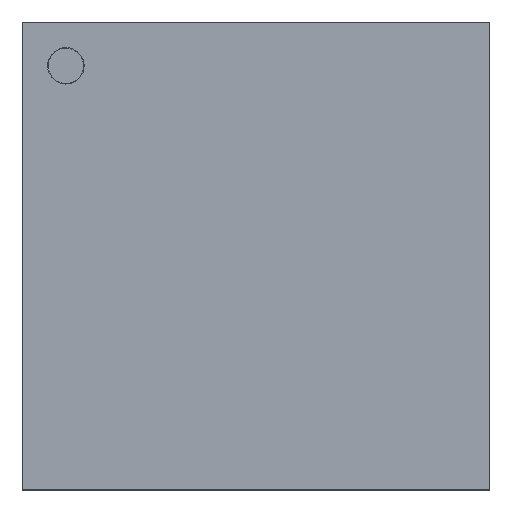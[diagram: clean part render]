
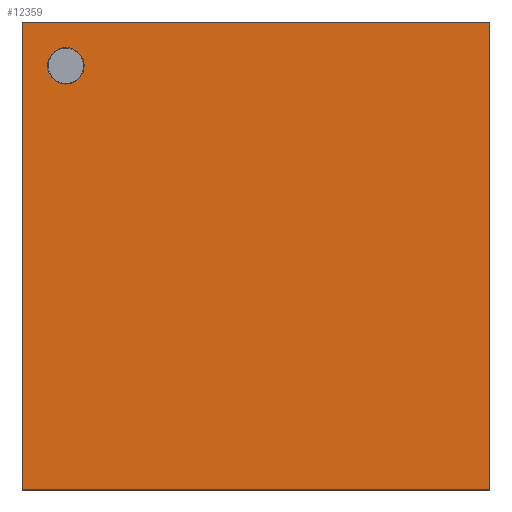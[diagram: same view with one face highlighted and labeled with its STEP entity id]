
A CAD part, top view. The second image highlights one B-rep face of the part: STEP entity #12359.
In plain terms, the highlighted planar face has unit normal (0, 0, 1).
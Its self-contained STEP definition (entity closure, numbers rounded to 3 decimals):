
#894 = VERTEX_POINT ( 'NONE', #4357 ) ;
#898 = VERTEX_POINT ( 'NONE', #4361 ) ;
#902 = VERTEX_POINT ( 'NONE', #4365 ) ;
#903 = VERTEX_POINT ( 'NONE', #4366 ) ;
#1432 = ORIENTED_EDGE ( 'NONE', *, *, #13656, .F. ) ;
#1433 = ORIENTED_EDGE ( 'NONE', *, *, #13839, .F. ) ;
#1434 = ORIENTED_EDGE ( 'NONE', *, *, #13649, .T. ) ;
#1435 = ORIENTED_EDGE ( 'NONE', *, *, #13652, .T. ) ;
#1436 = ORIENTED_EDGE ( 'NONE', *, *, #13654, .T. ) ;
#1437 = ORIENTED_EDGE ( 'NONE', *, *, #13655, .T. ) ;
#4357 = CARTESIAN_POINT ( 'NONE',  ( -4., -4., 1.43 ) ) ;
#4361 = CARTESIAN_POINT ( 'NONE',  ( 4., 4., 1.43 ) ) ;
#4365 = CARTESIAN_POINT ( 'NONE',  ( 4., -4., 1.43 ) ) ;
#4366 = CARTESIAN_POINT ( 'NONE',  ( -4., 4., 1.43 ) ) ;
#6807 = PLANE ( 'NONE',  #6974 ) ;
#6814 = CARTESIAN_POINT ( 'NONE',  ( 0., 0., 1.43 ) ) ;
#6815 = DIRECTION ( 'NONE',  ( 0., 0., 1. ) ) ;
#6816 = DIRECTION ( 'NONE',  ( 1., 0., 0. ) ) ;
#6974 = AXIS2_PLACEMENT_3D ( 'NONE', #6814, #6815, #6816 ) ;
#7564 = FACE_BOUND ( 'NONE', #14004, .T. ) ;
#7568 = FACE_OUTER_BOUND ( 'NONE', #15327, .T. ) ;
#8373 = CARTESIAN_POINT ( 'NONE',  ( -3.561, 3.25, 1.43 ) ) ;
#8424 = CARTESIAN_POINT ( 'NONE',  ( -2.939, 3.25, 1.43 ) ) ;
#9363 = LINE ( 'NONE', #10325, #9366 ) ;
#9366 = VECTOR ( 'NONE', #10326, 1000. ) ;
#9369 = LINE ( 'NONE', #10841, #9372 ) ;
#9372 = VECTOR ( 'NONE', #10842, 1000. ) ;
#9373 = LINE ( 'NONE', #10845, #9376 ) ;
#9375 = LINE ( 'NONE', #10847, #9378 ) ;
#9376 = VECTOR ( 'NONE', #10846, 1000. ) ;
#9377 = CIRCLE ( 'NONE', #10391, 0.311 ) ;
#9378 = VECTOR ( 'NONE', #10848, 1000. ) ;
#10325 = CARTESIAN_POINT ( 'NONE',  ( 4., 4., 1.43 ) ) ;
#10326 = DIRECTION ( 'NONE',  ( 0., 1., 0. ) ) ;
#10391 = AXIS2_PLACEMENT_3D ( 'NONE', #10849, #10850, #10851 ) ;
#10543 = AXIS2_PLACEMENT_3D ( 'NONE', #14548, #14549, #14550 ) ;
#10841 = CARTESIAN_POINT ( 'NONE',  ( -4., 4., 1.43 ) ) ;
#10842 = DIRECTION ( 'NONE',  ( -1., 0., 0. ) ) ;
#10845 = CARTESIAN_POINT ( 'NONE',  ( -4., 4., 1.43 ) ) ;
#10846 = DIRECTION ( 'NONE',  ( 0., -1., 0. ) ) ;
#10847 = CARTESIAN_POINT ( 'NONE',  ( -4., -4., 1.43 ) ) ;
#10848 = DIRECTION ( 'NONE',  ( 1., 0., 0. ) ) ;
#10849 = CARTESIAN_POINT ( 'NONE',  ( -3.25, 3.25, 1.43 ) ) ;
#10850 = DIRECTION ( 'NONE',  ( 0., 0., 1. ) ) ;
#10851 = DIRECTION ( 'NONE',  ( 1., 0., 0. ) ) ;
#11345 = CIRCLE ( 'NONE', #10543, 0.311 ) ;
#12359 = ADVANCED_FACE ( 'NONE', ( #7564, #7568 ), #6807, .T. ) ;
#13098 = VERTEX_POINT ( 'NONE', #8373 ) ;
#13144 = VERTEX_POINT ( 'NONE', #8424 ) ;
#13649 = EDGE_CURVE ( 'NONE', #902, #898, #9363, .T. ) ;
#13652 = EDGE_CURVE ( 'NONE', #898, #903, #9369, .T. ) ;
#13654 = EDGE_CURVE ( 'NONE', #903, #894, #9373, .T. ) ;
#13655 = EDGE_CURVE ( 'NONE', #894, #902, #9375, .T. ) ;
#13656 = EDGE_CURVE ( 'NONE', #13144, #13098, #9377, .T. ) ;
#13839 = EDGE_CURVE ( 'NONE', #13098, #13144, #11345, .T. ) ;
#14004 = EDGE_LOOP ( 'NONE', ( #1432, #1433 ) ) ;
#14548 = CARTESIAN_POINT ( 'NONE',  ( -3.25, 3.25, 1.43 ) ) ;
#14549 = DIRECTION ( 'NONE',  ( 0., 0., 1. ) ) ;
#14550 = DIRECTION ( 'NONE',  ( 1., 0., 0. ) ) ;
#15327 = EDGE_LOOP ( 'NONE', ( #1434, #1435, #1436, #1437 ) ) ;
